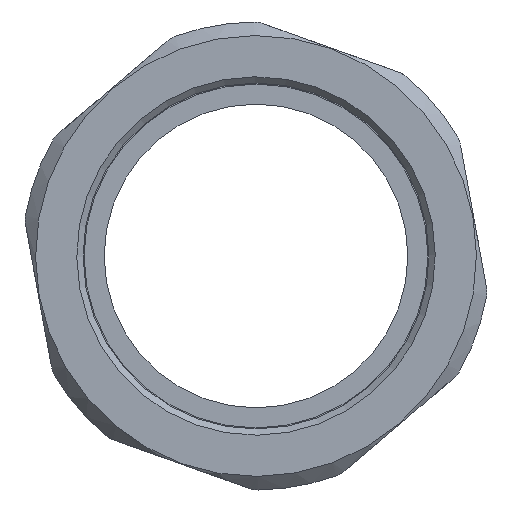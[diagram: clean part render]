
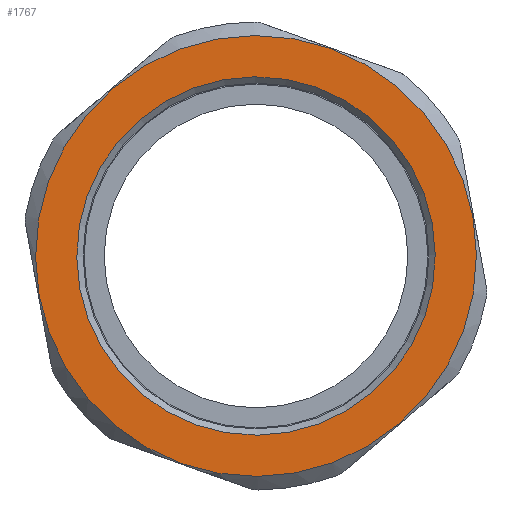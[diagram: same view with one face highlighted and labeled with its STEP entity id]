
A CAD part, front view. The second image highlights one B-rep face of the part: STEP entity #1767.
In plain terms, the highlighted planar face has unit normal (0, -1, 0).
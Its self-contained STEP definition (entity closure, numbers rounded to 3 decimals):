
#231=FACE_BOUND('',#401,.T.);
#245=PLANE('',#1917);
#298=FACE_OUTER_BOUND('',#400,.T.);
#400=EDGE_LOOP('',(#1337));
#401=EDGE_LOOP('',(#1338));
#665=CIRCLE('',#1916,14.225);
#666=CIRCLE('',#1918,17.5);
#767=VERTEX_POINT('',#2773);
#768=VERTEX_POINT('',#2777);
#976=EDGE_CURVE('',#767,#767,#665,.T.);
#977=EDGE_CURVE('',#768,#768,#666,.T.);
#1337=ORIENTED_EDGE('',*,*,#977,.T.);
#1338=ORIENTED_EDGE('',*,*,#976,.F.);
#1767=ADVANCED_FACE('',(#298,#231),#245,.T.);
#1916=AXIS2_PLACEMENT_3D('',#2775,#2180,#2181);
#1917=AXIS2_PLACEMENT_3D('',#2776,#2182,#2183);
#1918=AXIS2_PLACEMENT_3D('',#2778,#2184,#2185);
#2180=DIRECTION('center_axis',(0.,-1.,0.));
#2181=DIRECTION('ref_axis',(0.337,0.,0.942));
#2182=DIRECTION('center_axis',(0.,-1.,0.));
#2183=DIRECTION('ref_axis',(0.942,0.,-0.337));
#2184=DIRECTION('center_axis',(0.,-1.,0.));
#2185=DIRECTION('ref_axis',(0.337,0.,0.942));
#2773=CARTESIAN_POINT('',(-4.788,-7.65,-13.395));
#2775=CARTESIAN_POINT('Origin',(0.,-7.65,
0.));
#2776=CARTESIAN_POINT('Origin',(-4.619,-7.65,-12.924));
#2777=CARTESIAN_POINT('',(-5.89,-7.65,-16.479));
#2778=CARTESIAN_POINT('Origin',(0.,-7.65,
0.));
